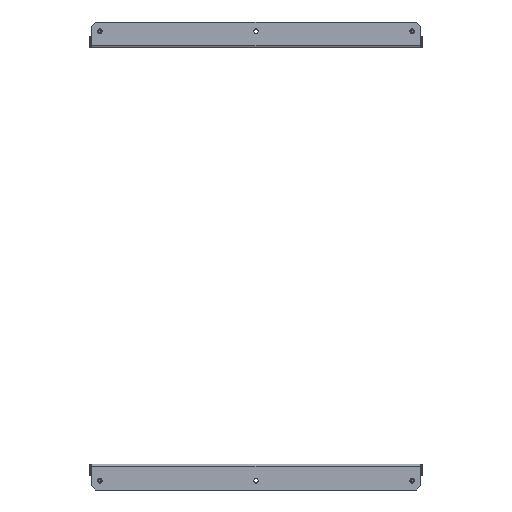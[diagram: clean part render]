
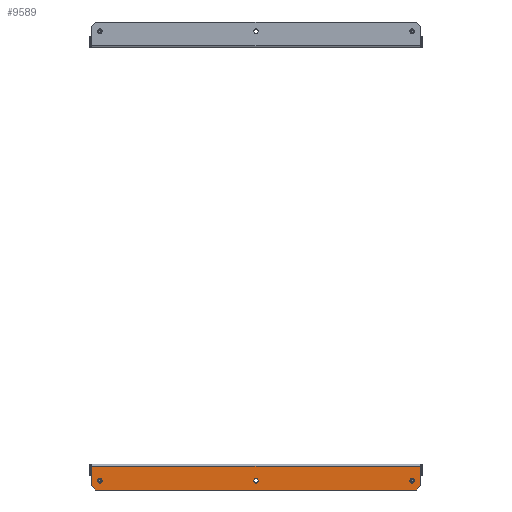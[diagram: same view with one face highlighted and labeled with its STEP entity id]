
A CAD part, left-side view. The second image highlights one B-rep face of the part: STEP entity #9589.
In plain terms, the highlighted planar face has unit normal (-1, 0, 0).
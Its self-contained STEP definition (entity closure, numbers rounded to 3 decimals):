
#57 = DIRECTION ( 'NONE',  ( 1., 0., 0. ) ) ;
#290 = CARTESIAN_POINT ( 'NONE',  ( -148.5, 187.5, -20. ) ) ;
#435 = AXIS2_PLACEMENT_3D ( 'NONE', #16473, #11111, #13796 ) ;
#642 = EDGE_LOOP ( 'NONE', ( #1182, #5196 ) ) ;
#778 = LINE ( 'NONE', #1817, #5216 ) ;
#904 = CARTESIAN_POINT ( 'NONE',  ( -148.5, -187.5, -20. ) ) ;
#983 = EDGE_CURVE ( 'NONE', #4533, #2835, #14235, .T. ) ;
#1182 = ORIENTED_EDGE ( 'NONE', *, *, #13110, .T. ) ;
#1211 = EDGE_LOOP ( 'NONE', ( #8438, #9214 ) ) ;
#1506 = DIRECTION ( 'NONE',  ( -1., 0., 0. ) ) ;
#1557 = VECTOR ( 'NONE', #16855, 1000. ) ;
#1701 = DIRECTION ( 'NONE',  ( -1., 0., 0. ) ) ;
#1722 = EDGE_CURVE ( 'NONE', #3391, #14258, #15530, .T. ) ;
#1747 = VERTEX_POINT ( 'NONE', #7818 ) ;
#1817 = CARTESIAN_POINT ( 'NONE',  ( -148.5, -111.75, -111.75 ) ) ;
#1865 = AXIS2_PLACEMENT_3D ( 'NONE', #14795, #57, #5369 ) ;
#2250 = VERTEX_POINT ( 'NONE', #6584 ) ;
#2254 = CARTESIAN_POINT ( 'NONE',  ( -148.5, 197.5, -31. ) ) ;
#2733 = AXIS2_PLACEMENT_3D ( 'NONE', #904, #14358, #7597 ) ;
#2835 = VERTEX_POINT ( 'NONE', #13598 ) ;
#2941 = DIRECTION ( 'NONE',  ( -1., 0., 0. ) ) ;
#2979 = ORIENTED_EDGE ( 'NONE', *, *, #4529, .F. ) ;
#3150 = LINE ( 'NONE', #13730, #14321 ) ;
#3391 = VERTEX_POINT ( 'NONE', #17075 ) ;
#3465 = DIRECTION ( 'NONE',  ( 0., -0.707, 0.707 ) ) ;
#3911 = CIRCLE ( 'NONE', #5576, 2.75 ) ;
#3954 = CARTESIAN_POINT ( 'NONE',  ( -148.5, 0., -20. ) ) ;
#4058 = CARTESIAN_POINT ( 'NONE',  ( -148.5, -187.5, -17.25 ) ) ;
#4274 = EDGE_CURVE ( 'NONE', #11239, #1747, #11240, .T. ) ;
#4287 = DIRECTION ( 'NONE',  ( 0., 1., 0. ) ) ;
#4529 = EDGE_CURVE ( 'NONE', #6849, #13149, #7494, .T. ) ;
#4533 = VERTEX_POINT ( 'NONE', #10274 ) ;
#4652 = CARTESIAN_POINT ( 'NONE',  ( -148.5, 111.75, -111.75 ) ) ;
#4785 = VECTOR ( 'NONE', #15046, 1000. ) ;
#4872 = EDGE_CURVE ( 'NONE', #2835, #4533, #5736, .T. ) ;
#5030 = VERTEX_POINT ( 'NONE', #15939 ) ;
#5196 = ORIENTED_EDGE ( 'NONE', *, *, #14673, .T. ) ;
#5216 = VECTOR ( 'NONE', #3465, 1000. ) ;
#5369 = DIRECTION ( 'NONE',  ( 0., 0., 1. ) ) ;
#5444 = AXIS2_PLACEMENT_3D ( 'NONE', #290, #1506, #9333 ) ;
#5576 = AXIS2_PLACEMENT_3D ( 'NONE', #14737, #2941, #9204 ) ;
#5618 = FACE_BOUND ( 'NONE', #642, .T. ) ;
#5736 = CIRCLE ( 'NONE', #435, 2.75 ) ;
#6076 = EDGE_CURVE ( 'NONE', #3391, #13149, #778, .T. ) ;
#6578 = ORIENTED_EDGE ( 'NONE', *, *, #4274, .F. ) ;
#6584 = CARTESIAN_POINT ( 'NONE',  ( -148.5, 197.5, -2.5 ) ) ;
#6849 = VERTEX_POINT ( 'NONE', #7974 ) ;
#7320 = AXIS2_PLACEMENT_3D ( 'NONE', #3954, #9250, #14617 ) ;
#7494 = LINE ( 'NONE', #16757, #1557 ) ;
#7597 = DIRECTION ( 'NONE',  ( 0., 0., 1. ) ) ;
#7818 = CARTESIAN_POINT ( 'NONE',  ( -148.5, 187.5, -17.25 ) ) ;
#7974 = CARTESIAN_POINT ( 'NONE',  ( -148.5, -197.5, -2.5 ) ) ;
#8224 = ORIENTED_EDGE ( 'NONE', *, *, #14450, .T. ) ;
#8308 = FACE_BOUND ( 'NONE', #1211, .T. ) ;
#8436 = CARTESIAN_POINT ( 'NONE',  ( -148.5, 197.5, -1.5 ) ) ;
#8438 = ORIENTED_EDGE ( 'NONE', *, *, #983, .F. ) ;
#8635 = FACE_BOUND ( 'NONE', #12734, .T. ) ;
#9028 = EDGE_CURVE ( 'NONE', #1747, #11239, #3911, .T. ) ;
#9204 = DIRECTION ( 'NONE',  ( 0., 0., 1. ) ) ;
#9214 = ORIENTED_EDGE ( 'NONE', *, *, #4872, .F. ) ;
#9250 = DIRECTION ( 'NONE',  ( -1., 0., 0. ) ) ;
#9333 = DIRECTION ( 'NONE',  ( 0., 0., 1. ) ) ;
#9589 = ADVANCED_FACE ( 'NONE', ( #8308, #5618, #8635, #13914 ), #10900, .T. ) ;
#10209 = CIRCLE ( 'NONE', #2733, 2.75 ) ;
#10274 = CARTESIAN_POINT ( 'NONE',  ( -148.5, 0., -17.25 ) ) ;
#10423 = DIRECTION ( 'NONE',  ( 0., 1., 0. ) ) ;
#10478 = VERTEX_POINT ( 'NONE', #11776 ) ;
#10643 = VERTEX_POINT ( 'NONE', #4058 ) ;
#10900 = PLANE ( 'NONE',  #14031 ) ;
#11111 = DIRECTION ( 'NONE',  ( -1., 0., 0. ) ) ;
#11239 = VERTEX_POINT ( 'NONE', #16169 ) ;
#11240 = CIRCLE ( 'NONE', #5444, 2.75 ) ;
#11776 = CARTESIAN_POINT ( 'NONE',  ( -148.5, 197.5, -26. ) ) ;
#11781 = VECTOR ( 'NONE', #10423, 1000. ) ;
#12284 = DIRECTION ( 'NONE',  ( 0., 0., 1. ) ) ;
#12337 = EDGE_CURVE ( 'NONE', #6849, #2250, #3150, .T. ) ;
#12543 = CARTESIAN_POINT ( 'NONE',  ( -148.5, -197.5, -26. ) ) ;
#12734 = EDGE_LOOP ( 'NONE', ( #16463, #6578 ) ) ;
#13110 = EDGE_CURVE ( 'NONE', #10643, #5030, #16831, .T. ) ;
#13149 = VERTEX_POINT ( 'NONE', #12543 ) ;
#13596 = CARTESIAN_POINT ( 'NONE',  ( -148.5, 0., 0. ) ) ;
#13598 = CARTESIAN_POINT ( 'NONE',  ( -148.5, 0., -22.75 ) ) ;
#13730 = CARTESIAN_POINT ( 'NONE',  ( -148.5, 0., -2.5 ) ) ;
#13796 = DIRECTION ( 'NONE',  ( 0., 0., 1. ) ) ;
#13914 = FACE_OUTER_BOUND ( 'NONE', #14198, .T. ) ;
#14031 = AXIS2_PLACEMENT_3D ( 'NONE', #13596, #1701, #12284 ) ;
#14198 = EDGE_LOOP ( 'NONE', ( #16020, #8224, #14711, #15350, #2979, #16062 ) ) ;
#14235 = CIRCLE ( 'NONE', #7320, 2.75 ) ;
#14258 = VERTEX_POINT ( 'NONE', #16742 ) ;
#14321 = VECTOR ( 'NONE', #4287, 1000. ) ;
#14358 = DIRECTION ( 'NONE',  ( 1., 0., 0. ) ) ;
#14450 = EDGE_CURVE ( 'NONE', #10478, #14258, #15135, .T. ) ;
#14617 = DIRECTION ( 'NONE',  ( 0., 0., 1. ) ) ;
#14673 = EDGE_CURVE ( 'NONE', #5030, #10643, #10209, .T. ) ;
#14711 = ORIENTED_EDGE ( 'NONE', *, *, #1722, .F. ) ;
#14737 = CARTESIAN_POINT ( 'NONE',  ( -148.5, 187.5, -20. ) ) ;
#14795 = CARTESIAN_POINT ( 'NONE',  ( -148.5, -187.5, -20. ) ) ;
#15046 = DIRECTION ( 'NONE',  ( 0., -0.707, -0.707 ) ) ;
#15135 = LINE ( 'NONE', #4652, #4785 ) ;
#15350 = ORIENTED_EDGE ( 'NONE', *, *, #6076, .T. ) ;
#15356 = DIRECTION ( 'NONE',  ( 0., 0., 1. ) ) ;
#15530 = LINE ( 'NONE', #2254, #11781 ) ;
#15939 = CARTESIAN_POINT ( 'NONE',  ( -148.5, -187.5, -22.75 ) ) ;
#16020 = ORIENTED_EDGE ( 'NONE', *, *, #16655, .F. ) ;
#16062 = ORIENTED_EDGE ( 'NONE', *, *, #12337, .T. ) ;
#16169 = CARTESIAN_POINT ( 'NONE',  ( -148.5, 187.5, -22.75 ) ) ;
#16338 = LINE ( 'NONE', #8436, #16556 ) ;
#16463 = ORIENTED_EDGE ( 'NONE', *, *, #9028, .F. ) ;
#16473 = CARTESIAN_POINT ( 'NONE',  ( -148.5, 0., -20. ) ) ;
#16556 = VECTOR ( 'NONE', #15356, 1000. ) ;
#16655 = EDGE_CURVE ( 'NONE', #10478, #2250, #16338, .T. ) ;
#16742 = CARTESIAN_POINT ( 'NONE',  ( -148.5, 192.5, -31. ) ) ;
#16757 = CARTESIAN_POINT ( 'NONE',  ( -148.5, -197.5, -31. ) ) ;
#16831 = CIRCLE ( 'NONE', #1865, 2.75 ) ;
#16855 = DIRECTION ( 'NONE',  ( 0., 0., -1. ) ) ;
#17075 = CARTESIAN_POINT ( 'NONE',  ( -148.5, -192.5, -31. ) ) ;
